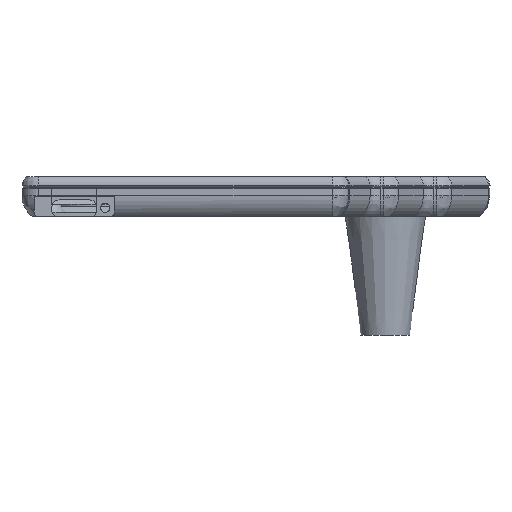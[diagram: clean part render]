
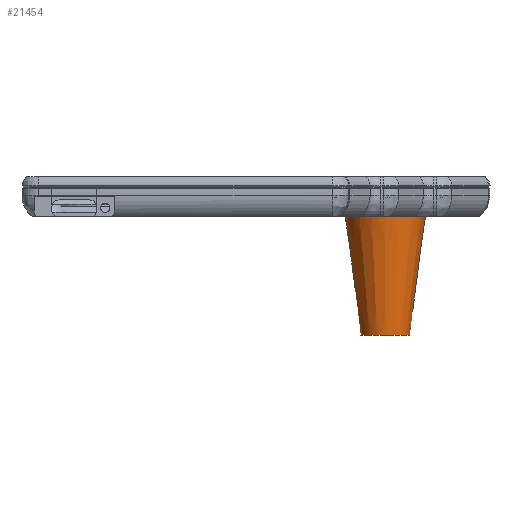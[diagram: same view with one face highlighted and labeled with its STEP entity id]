
A CAD part, left-side view. The second image highlights one B-rep face of the part: STEP entity #21454.
In plain terms, the highlighted conical face has half-angle 7.52 degrees and reference radius 8.19 mm.
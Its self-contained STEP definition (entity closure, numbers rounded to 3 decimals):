
#626=CONICAL_SURFACE('',#22827,8.19,0.131);
#1243=CIRCLE('',#22815,8.5);
#1248=CIRCLE('',#22826,5.2);
#2081=FACE_OUTER_BOUND('',#3290,.T.);
#3290=EDGE_LOOP('',(#16914,#16915,#16916,#16917));
#5049=LINE('',#34599,#7306);
#7306=VECTOR('',#26311,8.19);
#9457=VERTEX_POINT('',#34473);
#9478=VERTEX_POINT('',#34596);
#12089=EDGE_CURVE('',#9457,#9457,#1243,.T.);
#12113=EDGE_CURVE('',#9478,#9478,#1248,.T.);
#12114=EDGE_CURVE('',#9457,#9478,#5049,.T.);
#16914=ORIENTED_EDGE('',*,*,#12089,.T.);
#16915=ORIENTED_EDGE('',*,*,#12114,.T.);
#16916=ORIENTED_EDGE('',*,*,#12113,.F.);
#16917=ORIENTED_EDGE('',*,*,#12114,.F.);
#21454=ADVANCED_FACE('',(#2081),#626,.T.);
#22815=AXIS2_PLACEMENT_3D('',#34474,#26274,#26275);
#22826=AXIS2_PLACEMENT_3D('',#34597,#26307,#26308);
#22827=AXIS2_PLACEMENT_3D('',#34598,#26309,#26310);
#26274=DIRECTION('center_axis',(0.,0.,-1.));
#26275=DIRECTION('ref_axis',(1.,0.,0.));
#26307=DIRECTION('center_axis',(0.,0.,-1.));
#26308=DIRECTION('ref_axis',(1.,0.,0.));
#26309=DIRECTION('center_axis',(0.,0.,1.));
#26310=DIRECTION('ref_axis',(-1.,0.,0.));
#26311=DIRECTION('',(-0.131,0.,-0.991));
#34473=CARTESIAN_POINT('',(-18.923,-25.75,-4.6));
#34474=CARTESIAN_POINT('Origin',(-27.423,-25.75,-4.6));
#34596=CARTESIAN_POINT('',(-22.223,-25.75,-29.6));
#34597=CARTESIAN_POINT('Origin',(-27.423,-25.75,-29.6));
#34598=CARTESIAN_POINT('Origin',(-27.423,-25.75,-6.95));
#34599=CARTESIAN_POINT('',(-19.233,-25.75,-6.95));
